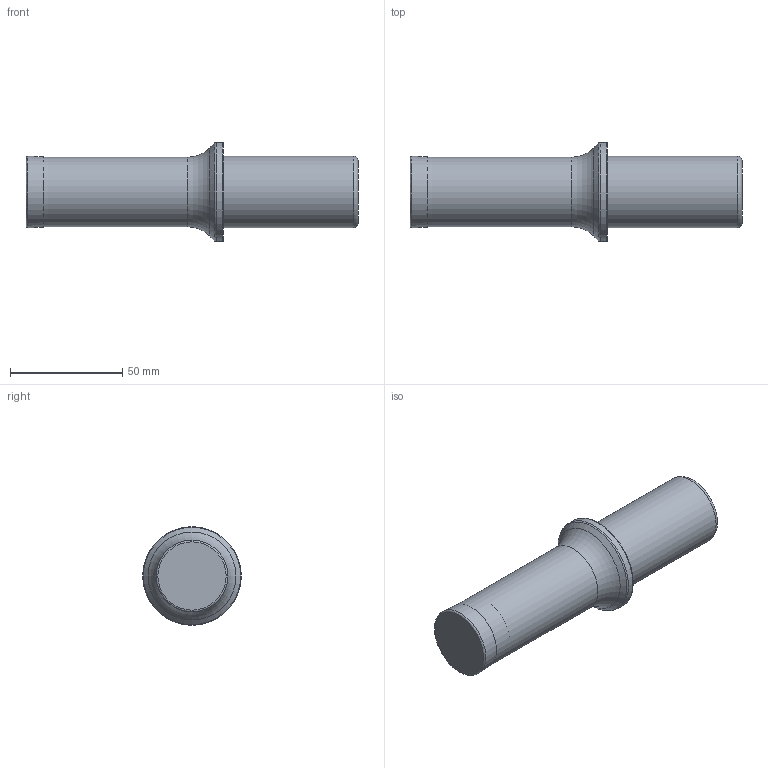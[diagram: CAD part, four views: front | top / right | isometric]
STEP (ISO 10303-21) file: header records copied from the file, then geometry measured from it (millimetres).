
FILE_DESCRIPTION(/* description */ (''),/* implementation_level */ '2;1');
FILE_NAME(/* name */ 'AEKR-D2.25X32 XC.. 170504.stp',/* time_stamp */ '2023-10-31T02:19:17+03:00',/* author */ (''),/* organization */ (''),/* preprocessor_version */ 'ST-DEVELOPER v19.4',/* originating_system */ 'SIEMENS PLM Software NX2306.3001',/* authorisation */ '');
FILE_SCHEMA (('AUTOMOTIVE_DESIGN { 1 0 10303 214 3 1 1 1 }'));
Length unit declared in the file: millimetre
Products named in the file (1): AEKL-D2.25X32 XC.. 170504_XT
Bounding box: 148 x 44 x 44 mm (x, y, z)
Volume: 132517.3 mm3; surface area: 20299.6 mm2
Topology: 2 solids, 2 shells, 18 faces, 32 edges, 19 vertices
Faces by surface type: plane 5, torus 5, cylinder 3, revolution 3, cone 2
Full cylindrical faces by diameter (mm): 31 x1, 32 x1, 44 x1
Entity records: 384 total; most frequent: DIRECTION 72, CARTESIAN_POINT 54, AXIS2_PLACEMENT_3D 34, EDGE_LOOP 32, ORIENTED_EDGE 32, FACE_BOUND 28, ADVANCED_FACE 18, CIRCLE 18
